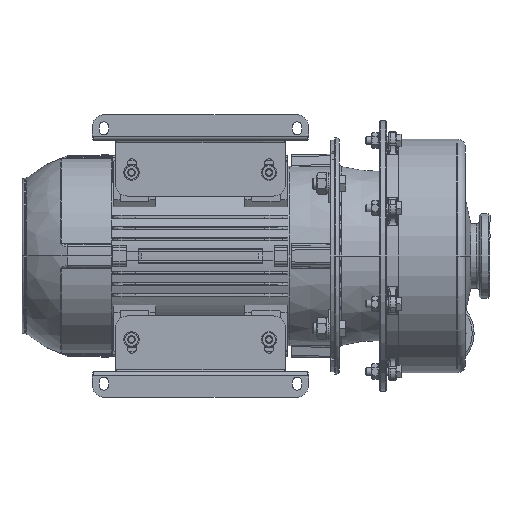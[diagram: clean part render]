
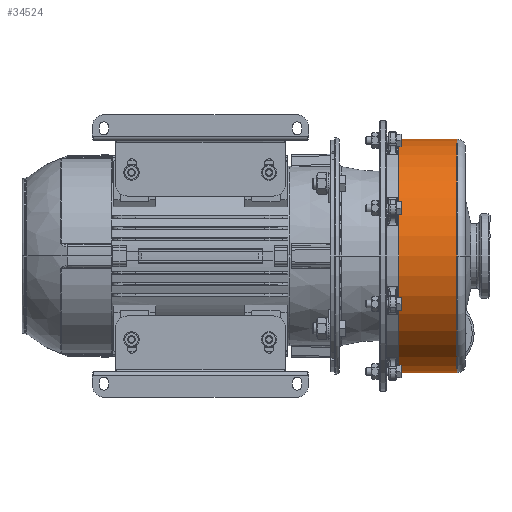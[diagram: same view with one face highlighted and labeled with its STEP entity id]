
A CAD part, front view. The second image highlights one B-rep face of the part: STEP entity #34524.
In plain terms, the highlighted cylindrical face has radius 151 mm (diameter 302 mm), a partial arc.
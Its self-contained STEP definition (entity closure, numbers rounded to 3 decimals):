
#529 = FACE_OUTER_BOUND ( 'NONE', #48072, .T. ) ;
#2889 = CARTESIAN_POINT ( 'NONE',  ( -151., 0., 0. ) ) ;
#11335 = AXIS2_PLACEMENT_3D ( 'NONE', #36560, #67837, #84009 ) ;
#12229 = VERTEX_POINT ( 'NONE', #70826 ) ;
#12754 = CARTESIAN_POINT ( 'NONE',  ( 151., 0., 75.09 ) ) ;
#14095 = EDGE_CURVE ( 'NONE', #100260, #42968, #88293, .T. ) ;
#17455 = DIRECTION ( 'NONE',  ( 1., 0., 0. ) ) ;
#18134 = DIRECTION ( 'NONE',  ( 0., 0., 1. ) ) ;
#25344 = EDGE_CURVE ( 'NONE', #42968, #12229, #34127, .T. ) ;
#25399 = CARTESIAN_POINT ( 'NONE',  ( 151., 0., 75.09 ) ) ;
#28883 = DIRECTION ( 'NONE',  ( 0., 0., -1. ) ) ;
#32903 = CARTESIAN_POINT ( 'NONE',  ( -151., 0., 75.09 ) ) ;
#33792 = ORIENTED_EDGE ( 'NONE', *, *, #14095, .F. ) ;
#34127 = LINE ( 'NONE', #12754, #78238 ) ;
#34524 = ADVANCED_FACE ( 'NONE', ( #529 ), #83569, .T. ) ;
#36560 = CARTESIAN_POINT ( 'NONE',  ( 0., 0., 75.09 ) ) ;
#42968 = VERTEX_POINT ( 'NONE', #25399 ) ;
#44077 = DIRECTION ( 'NONE',  ( 0., 0., -1. ) ) ;
#48072 = EDGE_LOOP ( 'NONE', ( #74949, #33792, #83959, #103529 ) ) ;
#50931 = DIRECTION ( 'NONE',  ( 0., 0., 1. ) ) ;
#56427 = EDGE_CURVE ( 'NONE', #86640, #12229, #87956, .T. ) ;
#57602 = CARTESIAN_POINT ( 'NONE',  ( 0., 0., 75.09 ) ) ;
#58257 = CARTESIAN_POINT ( 'NONE',  ( 0., 0., 0. ) ) ;
#60626 = AXIS2_PLACEMENT_3D ( 'NONE', #58257, #18134, #17455 ) ;
#67837 = DIRECTION ( 'NONE',  ( 0., 0., -1. ) ) ;
#70826 = CARTESIAN_POINT ( 'NONE',  ( 151., 0., 0. ) ) ;
#74138 = DIRECTION ( 'NONE',  ( 1., 0., 0. ) ) ;
#74949 = ORIENTED_EDGE ( 'NONE', *, *, #25344, .F. ) ;
#77402 = CARTESIAN_POINT ( 'NONE',  ( -151., 0., 75.09 ) ) ;
#78238 = VECTOR ( 'NONE', #44077, 1000. ) ;
#83569 = CYLINDRICAL_SURFACE ( 'NONE', #11335, 151. ) ;
#83959 = ORIENTED_EDGE ( 'NONE', *, *, #90466, .T. ) ;
#84009 = DIRECTION ( 'NONE',  ( -1., 0., 0. ) ) ;
#84247 = LINE ( 'NONE', #77402, #89293 ) ;
#86640 = VERTEX_POINT ( 'NONE', #2889 ) ;
#87956 = CIRCLE ( 'NONE', #60626, 151. ) ;
#88293 = CIRCLE ( 'NONE', #91744, 151. ) ;
#89293 = VECTOR ( 'NONE', #28883, 1000. ) ;
#90466 = EDGE_CURVE ( 'NONE', #100260, #86640, #84247, .T. ) ;
#91744 = AXIS2_PLACEMENT_3D ( 'NONE', #57602, #50931, #74138 ) ;
#100260 = VERTEX_POINT ( 'NONE', #32903 ) ;
#103529 = ORIENTED_EDGE ( 'NONE', *, *, #56427, .T. ) ;
